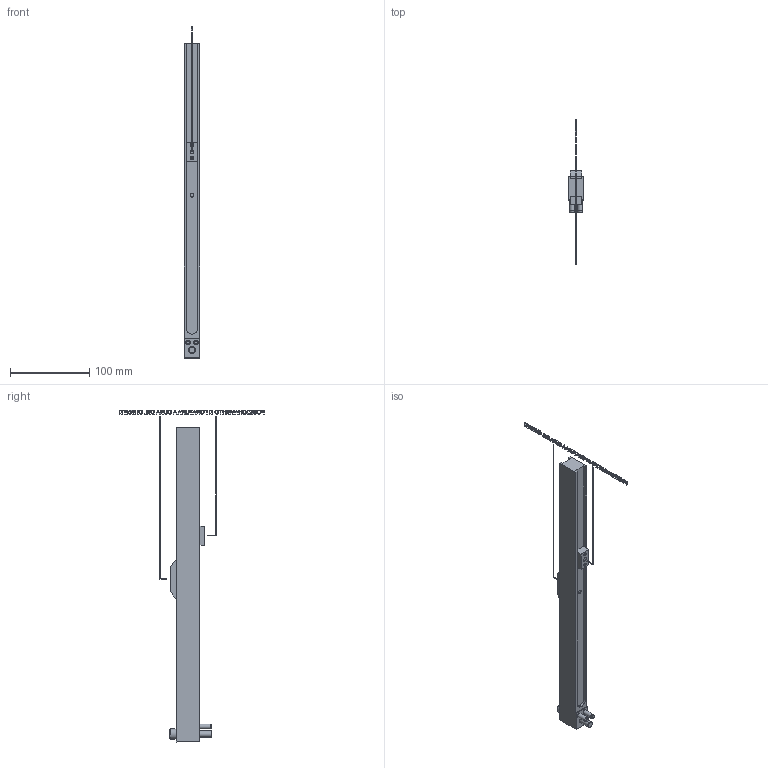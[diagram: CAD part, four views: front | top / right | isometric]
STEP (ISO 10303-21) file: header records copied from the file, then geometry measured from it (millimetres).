
FILE_DESCRIPTION(/* description */ (''),/* implementation_level */ '2;1');
FILE_NAME(/* name */ 'barra-ZH91-B.stp',/* time_stamp */ '2008-06-30T08:26:44+02:00',/* author */ (''),/* organization */ (''),/* preprocessor_version */ 'ST-DEVELOPER v11',/* originating_system */ 'UGS - NX 5.0',/* authorisation */ '');
FILE_SCHEMA (('AUTOMOTIVE_DESIGN { 1 0 10303 214 1 1 1 1 }'));
Length unit declared in the file: millimetre
Products named in the file (8): spina-ins-2-extra; vite-ins-2-barra-extra; vite-ins-1-barra-extra; spina-barra-extra; vite-barra-extra; inserto-2-barra-extra; inserto-1-barra-extra; barra-ZH91-B
Assembly tree (9 placements, depth 3):
  barra-ZH91-B
    vite-barra-extra
    spina-barra-extra  x2
    inserto-1-barra-extra
      vite-ins-1-barra-extra
    inserto-2-barra-extra
      vite-ins-2-barra-extra
      spina-ins-2-extra  x2
Bounding box: 20 x 182.16 x 418.09 mm (x, y, z)
Volume: 210723.2 mm3; surface area: 60162.9 mm2
Topology: 50 solids, 50 shells, 635 faces, 1750 edges, 1350 vertices
Faces by surface type: plane 422, extrusion 166, cylinder 25, cone 14, torus 4, bspline 4
Full cylindrical faces by diameter (mm): 4 x6, 5 x2, 6 x6, 6.5 x2, 8 x1, 8.5 x1, 10 x2, 10.5 x2, 13 x1
Entity records: 23627 total; most frequent: CARTESIAN_POINT 8762, ORIENTED_EDGE 3004, DIRECTION 1945, EDGE_CURVE 1502, B_SPLINE_CURVE_WITH_KNOTS 1074, VERTEX_POINT 1020, VECTOR 879, EDGE_LOOP 714
